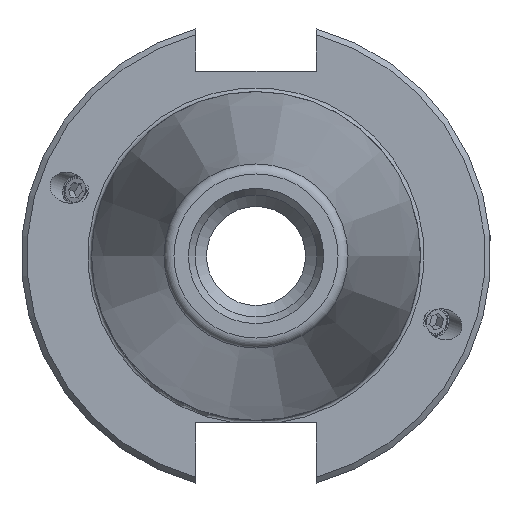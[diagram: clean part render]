
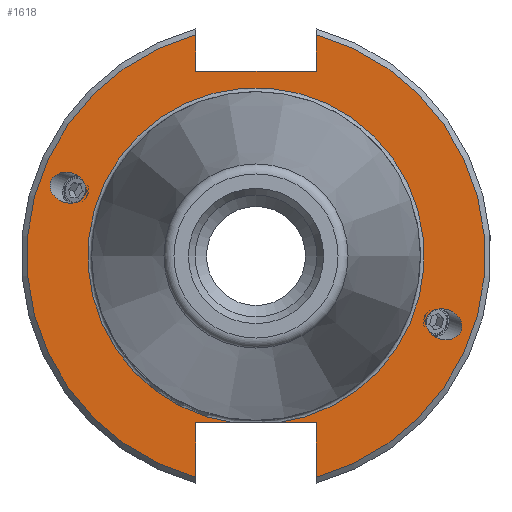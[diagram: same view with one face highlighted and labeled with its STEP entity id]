
A CAD part, left-side view. The second image highlights one B-rep face of the part: STEP entity #1618.
In plain terms, the highlighted planar face has unit normal (-1, 0, 0).
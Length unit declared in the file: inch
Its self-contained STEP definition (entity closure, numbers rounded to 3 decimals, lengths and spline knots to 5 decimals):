
#514=CARTESIAN_POINT('',(0.125,-0.90631,-0.32987));
#515=VERTEX_POINT('',#514);
#516=CARTESIAN_POINT('',(0.125,-0.99889,-0.36357));
#517=DIRECTION('',(1.0,0.,0.));
#518=DIRECTION('',(0.,-0.94,-0.342));
#519=AXIS2_PLACEMENT_3D('',#516,#517,#518);
#520=ELLIPSE('',#519,0.09853,0.08071);
#521=EDGE_CURVE('',#515,#515,#520,.T.);
#594=CARTESIAN_POINT('',(0.125,0.90631,0.32987));
#595=VERTEX_POINT('',#594);
#596=CARTESIAN_POINT('',(0.125,0.99889,0.36357));
#597=DIRECTION('',(1.0,0.,0.));
#598=DIRECTION('',(0.,0.94,0.342));
#599=AXIS2_PLACEMENT_3D('',#596,#597,#598);
#600=ELLIPSE('',#599,0.09853,0.08071);
#601=EDGE_CURVE('',#595,#595,#600,.T.);
#805=CARTESIAN_POINT('',(0.125,-0.11172,-0.888));
#806=VERTEX_POINT('',#805);
#807=CARTESIAN_POINT('',(0.125,0.11172,-0.888));
#808=VERTEX_POINT('',#807);
#822=CARTESIAN_POINT('',(0.125,0.0,0.0));
#823=DIRECTION('',(-1.0,0.0,0.0));
#824=DIRECTION('',(0.0,-1.0,0.0));
#825=AXIS2_PLACEMENT_3D('',#822,#823,#824);
#826=CIRCLE('',#825,0.895);
#827=EDGE_CURVE('',#806,#808,#826,.T.);
#1223=CARTESIAN_POINT('',(0.125,0.32,-0.888));
#1224=VERTEX_POINT('',#1223);
#1231=CARTESIAN_POINT('',(0.125,0.32,-1.17729));
#1232=VERTEX_POINT('',#1231);
#1233=CARTESIAN_POINT('',(0.125,0.32,-1.17729));
#1234=DIRECTION('',(0.0,0.0,1.0));
#1235=VECTOR('',#1234,0.28929);
#1236=LINE('',#1233,#1235);
#1237=EDGE_CURVE('',#1232,#1224,#1236,.T.);
#1485=CARTESIAN_POINT('',(0.125,-0.32,-1.17729));
#1486=VERTEX_POINT('',#1485);
#1500=CARTESIAN_POINT('',(0.125,-0.32,-0.888));
#1501=VERTEX_POINT('',#1500);
#1502=CARTESIAN_POINT('',(0.125,-0.32,-0.888));
#1503=DIRECTION('',(0.0,0.0,-1.0));
#1504=VECTOR('',#1503,0.28929);
#1505=LINE('',#1502,#1504);
#1506=EDGE_CURVE('',#1501,#1486,#1505,.T.);
#1533=CARTESIAN_POINT('',(0.125,-0.32,1.17729));
#1534=VERTEX_POINT('',#1533);
#1548=CARTESIAN_POINT('',(0.125,0.0,0.0));
#1549=DIRECTION('',(1.0,0.0,0.0));
#1550=DIRECTION('',(0.0,-1.0,0.0));
#1551=AXIS2_PLACEMENT_3D('',#1548,#1549,#1550);
#1552=CIRCLE('',#1551,1.22);
#1553=EDGE_CURVE('',#1534,#1486,#1552,.T.);
#1558=CARTESIAN_POINT('',(0.125,1.0625,0.0));
#1559=DIRECTION('',(-1.0,0.0,0.0));
#1560=DIRECTION('',(0.0,0.0,1.0));
#1561=AXIS2_PLACEMENT_3D('',#1558,#1559,#1560);
#1562=PLANE('',#1561);
#1563=ORIENTED_EDGE('',*,*,#827,.F.);
#1564=CARTESIAN_POINT('',(0.125,-0.11172,-0.888));
#1565=DIRECTION('',(0.0,-1.0,0.0));
#1566=VECTOR('',#1565,0.20828);
#1567=LINE('',#1564,#1566);
#1568=EDGE_CURVE('',#806,#1501,#1567,.T.);
#1569=ORIENTED_EDGE('',*,*,#1568,.T.);
#1570=ORIENTED_EDGE('',*,*,#1506,.T.);
#1571=ORIENTED_EDGE('',*,*,#1553,.F.);
#1572=CARTESIAN_POINT('',(0.125,-0.32,0.983));
#1573=VERTEX_POINT('',#1572);
#1574=CARTESIAN_POINT('',(0.125,-0.32,1.17729));
#1575=DIRECTION('',(0.0,0.0,-1.0));
#1576=VECTOR('',#1575,0.19429);
#1577=LINE('',#1574,#1576);
#1578=EDGE_CURVE('',#1534,#1573,#1577,.T.);
#1579=ORIENTED_EDGE('',*,*,#1578,.T.);
#1580=CARTESIAN_POINT('',(0.125,0.32,0.983));
#1581=VERTEX_POINT('',#1580);
#1582=CARTESIAN_POINT('',(0.125,-0.32,0.983));
#1583=DIRECTION('',(0.0,1.0,0.0));
#1584=VECTOR('',#1583,0.64);
#1585=LINE('',#1582,#1584);
#1586=EDGE_CURVE('',#1573,#1581,#1585,.T.);
#1587=ORIENTED_EDGE('',*,*,#1586,.T.);
#1588=CARTESIAN_POINT('',(0.125,0.32,1.17729));
#1589=VERTEX_POINT('',#1588);
#1590=CARTESIAN_POINT('',(0.125,0.32,0.983));
#1591=DIRECTION('',(0.0,0.0,1.0));
#1592=VECTOR('',#1591,0.19429);
#1593=LINE('',#1590,#1592);
#1594=EDGE_CURVE('',#1581,#1589,#1593,.T.);
#1595=ORIENTED_EDGE('',*,*,#1594,.T.);
#1596=CARTESIAN_POINT('',(0.125,0.0,0.0));
#1597=DIRECTION('',(1.0,0.0,0.0));
#1598=DIRECTION('',(0.0,1.0,0.0));
#1599=AXIS2_PLACEMENT_3D('',#1596,#1597,#1598);
#1600=CIRCLE('',#1599,1.22);
#1601=EDGE_CURVE('',#1232,#1589,#1600,.T.);
#1602=ORIENTED_EDGE('',*,*,#1601,.F.);
#1603=ORIENTED_EDGE('',*,*,#1237,.T.);
#1604=CARTESIAN_POINT('',(0.125,0.32,-0.888));
#1605=DIRECTION('',(0.0,-1.0,0.0));
#1606=VECTOR('',#1605,0.20828);
#1607=LINE('',#1604,#1606);
#1608=EDGE_CURVE('',#1224,#808,#1607,.T.);
#1609=ORIENTED_EDGE('',*,*,#1608,.T.);
#1610=EDGE_LOOP('',(#1563,#1569,#1570,#1571,#1579,#1587,#1595,#1602,#1603,#1609));
#1611=FACE_OUTER_BOUND('',#1610,.T.);
#1612=ORIENTED_EDGE('',*,*,#521,.T.);
#1613=EDGE_LOOP('',(#1612));
#1614=FACE_BOUND('',#1613,.T.);
#1615=ORIENTED_EDGE('',*,*,#601,.T.);
#1616=EDGE_LOOP('',(#1615));
#1617=FACE_BOUND('',#1616,.T.);
#1618=ADVANCED_FACE('',(#1611,#1614,#1617),#1562,.T.);
